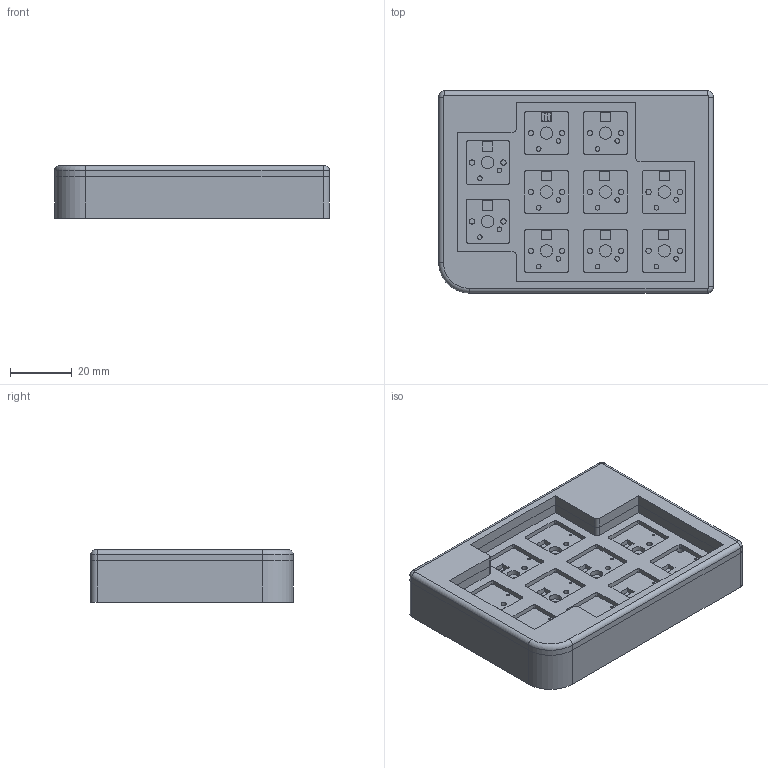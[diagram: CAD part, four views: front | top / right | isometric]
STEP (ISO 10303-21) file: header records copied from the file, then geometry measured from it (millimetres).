
FILE_DESCRIPTION(/* description */ ('STEP AP242','CAx-IF Rec.Pracs.---Representation and Presentation of Product Manufacturing Information (PMI)---4.0---2014-10-13','CAx-IF Rec.Pracs.---3D Tessellated Geometry---0.4---2014-09-14','2;1'),/* implementation_level */ '2;1');
FILE_NAME(/* name */ '67bf97cfddb7a45c2d211658',/* time_stamp */ '2025-02-26T22:38:08Z',/* author */ (''),/* organization */ (''),/* preprocessor_version */ 'ST-DEVELOPER v20',/* originating_system */ 'ONSHAPE BY PTC INC, 1.194',/* authorisation */ ' ');
FILE_SCHEMA (('AP242_MANAGED_MODEL_BASED_3D_ENGINEERING_MIM_LF { 1 0 10303 442 1 1 4 }'));
Length unit declared in the file: metre
Products named in the file (4): Switch Plate; PCB; Case Top; Case Bottom
Bounding box: 88.85 x 65.4 x 17 mm (x, y, z)
Volume: 42121.2 mm3; surface area: 44318 mm2
Topology: 4 solids, 4 shells, 559 faces, 1591 edges, 1058 vertices
Faces by surface type: cylinder 249, plane 216, bspline 90, torus 4
Full cylindrical faces by diameter (mm): 0.8 x20, 1.5 x20, 1.75 x20, 2.2 x3, 4 x10
Entity records: 18758 total; most frequent: CARTESIAN_POINT 4129, ORIENTED_EDGE 3036, DIRECTION 2786, EDGE_CURVE 1518, VERTEX_POINT 1058, AXIS2_PLACEMENT_3D 975, EDGE_LOOP 840, FACE_BOUND 840
